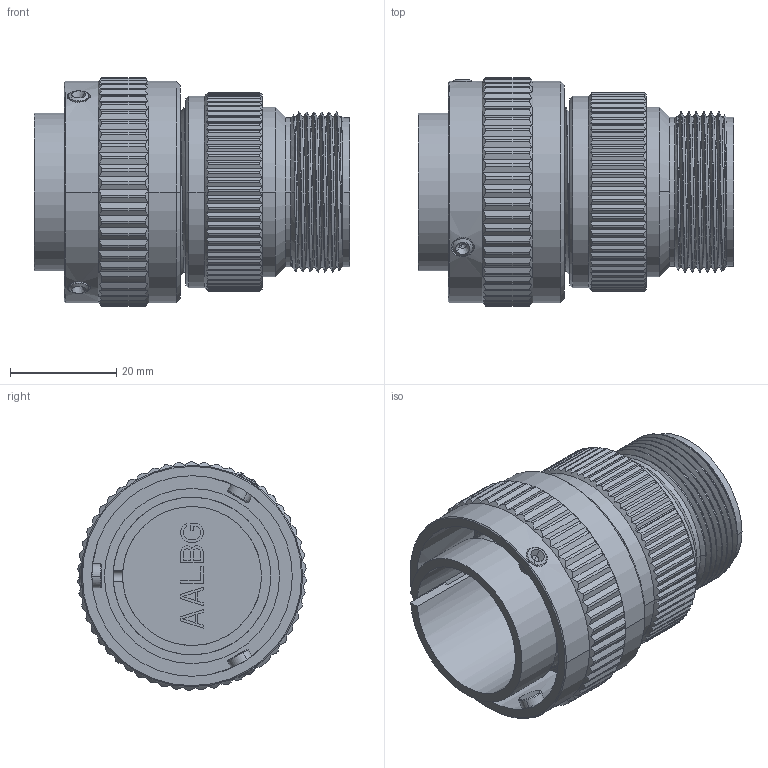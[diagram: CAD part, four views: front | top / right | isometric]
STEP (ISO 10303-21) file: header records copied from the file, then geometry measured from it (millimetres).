
FILE_DESCRIPTION((''),'2;1');
FILE_NAME('VG95234L-22_SW0001','2023-03-16T09:51:27',('paultorloting'),('NET AG system integration'),'CREO PARAMETRIC BY PTC INC, 2021404','CREO PARAMETRIC BY PTC INC, 2021404','');
FILE_SCHEMA(('AUTOMOTIVE_DESIGN { 1 0 10303 214 1 1 1 1 }'));
Products named in the file (1): VG95234L-22_SW0001
Bounding box: 59.3 x 42.96 x 42.98 mm (x, y, z)
Volume: 42422.7 mm3; surface area: 20479.9 mm2
Topology: 1 solids, 1 shells, 1240 faces, 3545 edges, 2336 vertices
Faces by surface type: plane 661, cylinder 488, cone 66, bspline 19, torus 6
Entity records: 60667 total; most frequent: CARTESIAN_POINT 24058, ORIENTED_EDGE 7078, DIRECTION 5105, EDGE_CURVE 3539, VERTEX_POINT 2336, AXIS2_PLACEMENT_3D 1803, VECTOR 1496, LINE 1496
